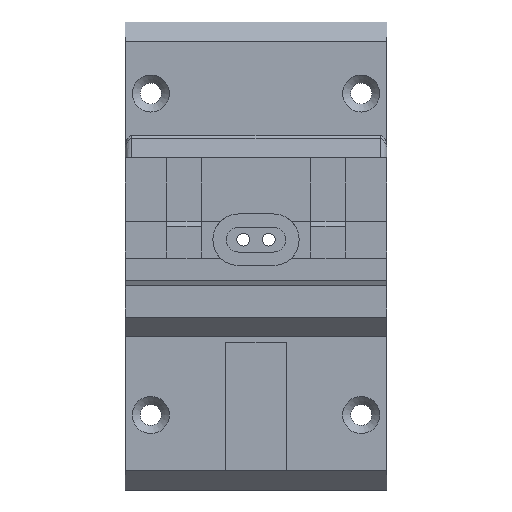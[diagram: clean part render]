
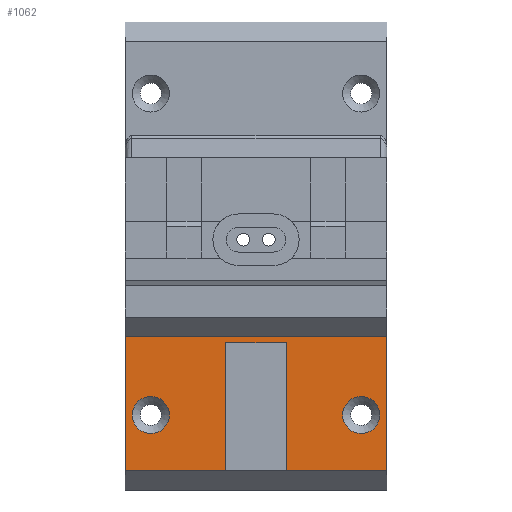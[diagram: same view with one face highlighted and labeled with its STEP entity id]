
A CAD part, front view. The second image highlights one B-rep face of the part: STEP entity #1062.
In plain terms, the highlighted planar face has unit normal (0, -1, 0).
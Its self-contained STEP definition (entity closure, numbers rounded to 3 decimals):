
#230 = VERTEX_POINT('',#231);
#231 = CARTESIAN_POINT('',(-20.5,-41.,20.985));
#237 = EDGE_CURVE('',#230,#238,#240,.T.);
#238 = VERTEX_POINT('',#239);
#239 = CARTESIAN_POINT('',(-20.5,-41.,-0.117));
#240 = LINE('',#241,#242);
#241 = CARTESIAN_POINT('',(-20.5,-41.,20.985));
#242 = VECTOR('',#243,1.);
#243 = DIRECTION('',(0.,0.,-1.));
#390 = VERTEX_POINT('',#391);
#391 = CARTESIAN_POINT('',(20.5,-41.,20.985));
#397 = EDGE_CURVE('',#390,#398,#400,.T.);
#398 = VERTEX_POINT('',#399);
#399 = CARTESIAN_POINT('',(20.5,-41.,-0.117));
#400 = LINE('',#401,#402);
#401 = CARTESIAN_POINT('',(20.5,-41.,20.985));
#402 = VECTOR('',#403,1.);
#403 = DIRECTION('',(0.,0.,-1.));
#1034 = EDGE_CURVE('',#238,#398,#1035,.T.);
#1035 = LINE('',#1036,#1037);
#1036 = CARTESIAN_POINT('',(-20.5,-41.,-0.117));
#1037 = VECTOR('',#1038,1.);
#1038 = DIRECTION('',(1.,0.,0.));
#1062 = ADVANCED_FACE('',(#1063,#1074,#1108,#1119),#1130,.F.);
#1063 = FACE_BOUND('',#1064,.F.);
#1064 = EDGE_LOOP('',(#1065,#1071,#1072,#1073));
#1065 = ORIENTED_EDGE('',*,*,#1066,.T.);
#1066 = EDGE_CURVE('',#230,#390,#1067,.T.);
#1067 = LINE('',#1068,#1069);
#1068 = CARTESIAN_POINT('',(-20.5,-41.,20.985));
#1069 = VECTOR('',#1070,1.);
#1070 = DIRECTION('',(1.,0.,0.));
#1071 = ORIENTED_EDGE('',*,*,#397,.T.);
#1072 = ORIENTED_EDGE('',*,*,#1034,.F.);
#1073 = ORIENTED_EDGE('',*,*,#237,.F.);
#1074 = FACE_BOUND('',#1075,.F.);
#1075 = EDGE_LOOP('',(#1076,#1086,#1094,#1102));
#1076 = ORIENTED_EDGE('',*,*,#1077,.T.);
#1077 = EDGE_CURVE('',#1078,#1080,#1082,.T.);
#1078 = VERTEX_POINT('',#1079);
#1079 = CARTESIAN_POINT('',(4.75,-41.,20.));
#1080 = VERTEX_POINT('',#1081);
#1081 = CARTESIAN_POINT('',(-4.75,-41.,20.));
#1082 = LINE('',#1083,#1084);
#1083 = CARTESIAN_POINT('',(4.75,-41.,20.));
#1084 = VECTOR('',#1085,1.);
#1085 = DIRECTION('',(-1.,0.,0.));
#1086 = ORIENTED_EDGE('',*,*,#1087,.T.);
#1087 = EDGE_CURVE('',#1080,#1088,#1090,.T.);
#1088 = VERTEX_POINT('',#1089);
#1089 = CARTESIAN_POINT('',(-4.75,-41.,0.));
#1090 = LINE('',#1091,#1092);
#1091 = CARTESIAN_POINT('',(-4.75,-41.,20.));
#1092 = VECTOR('',#1093,1.);
#1093 = DIRECTION('',(0.,0.,-1.));
#1094 = ORIENTED_EDGE('',*,*,#1095,.T.);
#1095 = EDGE_CURVE('',#1088,#1096,#1098,.T.);
#1096 = VERTEX_POINT('',#1097);
#1097 = CARTESIAN_POINT('',(4.75,-41.,0.));
#1098 = LINE('',#1099,#1100);
#1099 = CARTESIAN_POINT('',(-4.75,-41.,0.));
#1100 = VECTOR('',#1101,1.);
#1101 = DIRECTION('',(1.,0.,0.));
#1102 = ORIENTED_EDGE('',*,*,#1103,.T.);
#1103 = EDGE_CURVE('',#1096,#1078,#1104,.T.);
#1104 = LINE('',#1105,#1106);
#1105 = CARTESIAN_POINT('',(4.75,-41.,0.));
#1106 = VECTOR('',#1107,1.);
#1107 = DIRECTION('',(0.,0.,1.));
#1108 = FACE_BOUND('',#1109,.F.);
#1109 = EDGE_LOOP('',(#1110));
#1110 = ORIENTED_EDGE('',*,*,#1111,.F.);
#1111 = EDGE_CURVE('',#1112,#1112,#1114,.T.);
#1112 = VERTEX_POINT('',#1113);
#1113 = CARTESIAN_POINT('',(19.4,-41.,8.649));
#1114 = CIRCLE('',#1115,2.9);
#1115 = AXIS2_PLACEMENT_3D('',#1116,#1117,#1118);
#1116 = CARTESIAN_POINT('',(16.5,-41.,8.649));
#1117 = DIRECTION('',(0.,1.,0.));
#1118 = DIRECTION('',(1.,0.,0.));
#1119 = FACE_BOUND('',#1120,.F.);
#1120 = EDGE_LOOP('',(#1121));
#1121 = ORIENTED_EDGE('',*,*,#1122,.F.);
#1122 = EDGE_CURVE('',#1123,#1123,#1125,.T.);
#1123 = VERTEX_POINT('',#1124);
#1124 = CARTESIAN_POINT('',(-13.6,-41.,8.649));
#1125 = CIRCLE('',#1126,2.9);
#1126 = AXIS2_PLACEMENT_3D('',#1127,#1128,#1129);
#1127 = CARTESIAN_POINT('',(-16.5,-41.,8.649));
#1128 = DIRECTION('',(0.,1.,0.));
#1129 = DIRECTION('',(1.,0.,0.));
#1130 = PLANE('',#1131);
#1131 = AXIS2_PLACEMENT_3D('',#1132,#1133,#1134);
#1132 = CARTESIAN_POINT('',(-20.5,-41.,20.985));
#1133 = DIRECTION('',(0.,1.,0.));
#1134 = DIRECTION('',(0.,0.,-1.));
